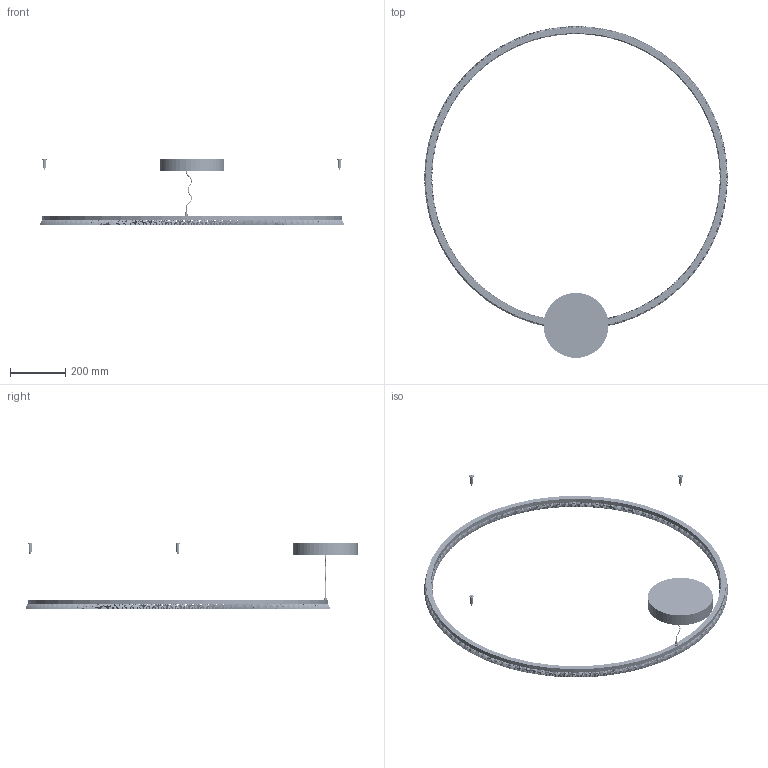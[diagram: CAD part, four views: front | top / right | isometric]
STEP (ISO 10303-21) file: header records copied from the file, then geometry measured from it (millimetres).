
FILE_DESCRIPTION(/* description */ (''),/* implementation_level */ '2;1');
FILE_NAME(/* name */ 'SOMNIUM STAND ALONE_1100 mm',/* time_stamp */ '2025-04-28T15:24:56+02:00',/* author */ (''),/* organization */ (''),/* preprocessor_version */ 'ST-DEVELOPER v16.5',/* originating_system */ 'Rhino 7.37',/* authorisation */ '');
FILE_SCHEMA (('AUTOMOTIVE_DESIGN'));
Length unit declared in the file: millimetre
Products named in the file (5): Document; Y104002274_A-CAVETTO SOSP.D.0.8 L_2000 MM; X306000048_--GUARNIZ.OR D.I.2_9 SP 1_78 TRST; 009865_--SOMNIUM LENTE CURVA semplificata; X304000029_--BLOCCACAVO DINAMICO A SOFF.COMPL.NICH.
Assembly tree (33 placements, depth 2):
  Document
    Y104002274_A-CAVETTO SOSP.D.0.8 L_2000 MM  x4
    X306000048_--GUARNIZ.OR D.I.2_9 SP 1_78 TRST  x2
    009865_--SOMNIUM LENTE CURVA semplificata  x24
    X304000029_--BLOCCACAVO DINAMICO A SOFF.COMPL.NICH.  x3
Bounding box: 1099.99 x 1202.6 x 238.4 mm (x, y, z)
Volume: 3367118.3 mm3; surface area: 880488.5 mm2
Topology: 40 solids, 40 shells, 14728 faces, 39845 edges, 25202 vertices
Faces by surface type: bspline 14261, plane 363, cylinder 104
Entity records: 37225 total; most frequent: CARTESIAN_POINT 24846, ORIENTED_EDGE 3960, EDGE_CURVE 1980, B_SPLINE_CURVE_WITH_KNOTS 1516, VERTEX_POINT 1247, EDGE_LOOP 811, ADVANCED_FACE 779, FACE_OUTER_BOUND 779
